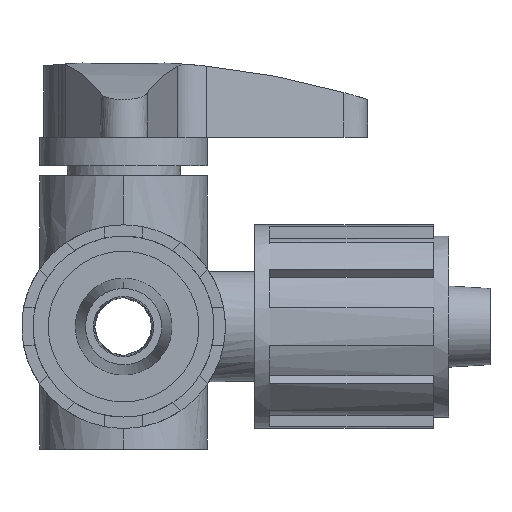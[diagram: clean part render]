
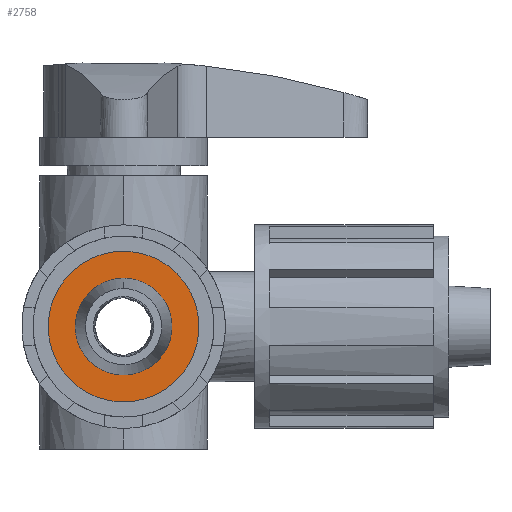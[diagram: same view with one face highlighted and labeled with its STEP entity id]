
A CAD part, left-side view. The second image highlights one B-rep face of the part: STEP entity #2758.
In plain terms, the highlighted free-form (B-spline) face has degree [1, 1] with [2, 2] control points.
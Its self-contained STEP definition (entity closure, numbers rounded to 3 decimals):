
#1605 = VERTEX_POINT('',#1606);
#1606 = CARTESIAN_POINT('',(2.844,25.28,
    36.606));
#1611 = EDGE_CURVE('',#1612,#1605,#1614,.T.);
#1612 = VERTEX_POINT('',#1613);
#1613 = CARTESIAN_POINT('',(2.844,25.28,
    28.383));
#1614 = ( BOUNDED_CURVE() B_SPLINE_CURVE(2,(#1615,#1616,#1617,#1618,
#1619),.UNSPECIFIED.,.F.,.F.) B_SPLINE_CURVE_WITH_KNOTS((3,2,3),(
    1.571,3.142,4.712),
.PIECEWISE_BEZIER_KNOTS.) CURVE() GEOMETRIC_REPRESENTATION_ITEM() 
RATIONAL_B_SPLINE_CURVE((1.,0.707,1.,0.707,1.)) 
REPRESENTATION_ITEM('') );
#1615 = CARTESIAN_POINT('',(2.844,25.28,
    28.383));
#1616 = CARTESIAN_POINT('',(2.844,29.392,
    28.383));
#1617 = CARTESIAN_POINT('',(2.844,29.392,
    32.494));
#1618 = CARTESIAN_POINT('',(2.844,29.392,
    36.606));
#1619 = CARTESIAN_POINT('',(2.844,25.28,
    36.606));
#1663 = VERTEX_POINT('',#1664);
#1664 = CARTESIAN_POINT('',(2.844,25.28,
    29.855));
#1669 = EDGE_CURVE('',#1670,#1663,#1672,.T.);
#1670 = VERTEX_POINT('',#1671);
#1671 = CARTESIAN_POINT('',(2.844,25.28,
    35.133));
#1672 = ( BOUNDED_CURVE() B_SPLINE_CURVE(2,(#1673,#1674,#1675,#1676,
#1677),.UNSPECIFIED.,.F.,.F.) B_SPLINE_CURVE_WITH_KNOTS((3,2,3),(
    4.712,6.283,7.854),
.PIECEWISE_BEZIER_KNOTS.) CURVE() GEOMETRIC_REPRESENTATION_ITEM() 
RATIONAL_B_SPLINE_CURVE((1.,0.707,1.,0.707,1.)) 
REPRESENTATION_ITEM('') );
#1673 = CARTESIAN_POINT('',(2.844,25.28,
    35.133));
#1674 = CARTESIAN_POINT('',(2.844,22.641,35.133
    ));
#1675 = CARTESIAN_POINT('',(2.844,22.641,32.494
    ));
#1676 = CARTESIAN_POINT('',(2.844,22.641,29.855
    ));
#1677 = CARTESIAN_POINT('',(2.844,25.28,
    29.855));
#2737 = EDGE_CURVE('',#1605,#1612,#2738,.T.);
#2738 = ( BOUNDED_CURVE() B_SPLINE_CURVE(2,(#2739,#2740,#2741,#2742,
#2743),.UNSPECIFIED.,.F.,.F.) B_SPLINE_CURVE_WITH_KNOTS((3,2,3),(
    4.712,6.283,7.854),
.PIECEWISE_BEZIER_KNOTS.) CURVE() GEOMETRIC_REPRESENTATION_ITEM() 
RATIONAL_B_SPLINE_CURVE((1.,0.707,1.,0.707,1.)) 
REPRESENTATION_ITEM('') );
#2739 = CARTESIAN_POINT('',(2.844,25.28,
    36.606));
#2740 = CARTESIAN_POINT('',(2.844,21.169,
    36.606));
#2741 = CARTESIAN_POINT('',(2.844,21.169,
    32.494));
#2742 = CARTESIAN_POINT('',(2.844,21.169,
    28.383));
#2743 = CARTESIAN_POINT('',(2.844,25.28,
    28.383));
#2758 = ADVANCED_FACE('',(#2759,#2770),#2774,.T.);
#2759 = FACE_BOUND('',#2760,.T.);
#2760 = EDGE_LOOP('',(#2761,#2762));
#2761 = ORIENTED_EDGE('',*,*,#1669,.T.);
#2762 = ORIENTED_EDGE('',*,*,#2763,.T.);
#2763 = EDGE_CURVE('',#1663,#1670,#2764,.T.);
#2764 = ( BOUNDED_CURVE() B_SPLINE_CURVE(2,(#2765,#2766,#2767,#2768,
#2769),.UNSPECIFIED.,.F.,.F.) B_SPLINE_CURVE_WITH_KNOTS((3,2,3),(
    1.571,3.142,4.712),
.PIECEWISE_BEZIER_KNOTS.) CURVE() GEOMETRIC_REPRESENTATION_ITEM() 
RATIONAL_B_SPLINE_CURVE((1.,0.707,1.,0.707,1.)) 
REPRESENTATION_ITEM('') );
#2765 = CARTESIAN_POINT('',(2.844,25.28,
    29.855));
#2766 = CARTESIAN_POINT('',(2.844,27.919,
    29.855));
#2767 = CARTESIAN_POINT('',(2.844,27.919,
    32.494));
#2768 = CARTESIAN_POINT('',(2.844,27.919,
    35.133));
#2769 = CARTESIAN_POINT('',(2.844,25.28,
    35.133));
#2770 = FACE_BOUND('',#2771,.T.);
#2771 = EDGE_LOOP('',(#2772,#2773));
#2772 = ORIENTED_EDGE('',*,*,#2737,.F.);
#2773 = ORIENTED_EDGE('',*,*,#1611,.F.);
#2774 = B_SPLINE_SURFACE_WITH_KNOTS('',1,1,(
    (#2775,#2776)
    ,(#2777,#2778
    )),.UNSPECIFIED.,.F.,.F.,.F.,(2,2),(2,2),(-4.,4.),(-1.319,
    6.681),.PIECEWISE_BEZIER_KNOTS.);
#2775 = CARTESIAN_POINT('',(2.844,29.392,
    36.606));
#2776 = CARTESIAN_POINT('',(2.844,21.169,
    36.606));
#2777 = CARTESIAN_POINT('',(2.844,29.392,
    28.383));
#2778 = CARTESIAN_POINT('',(2.844,21.169,
    28.383));
